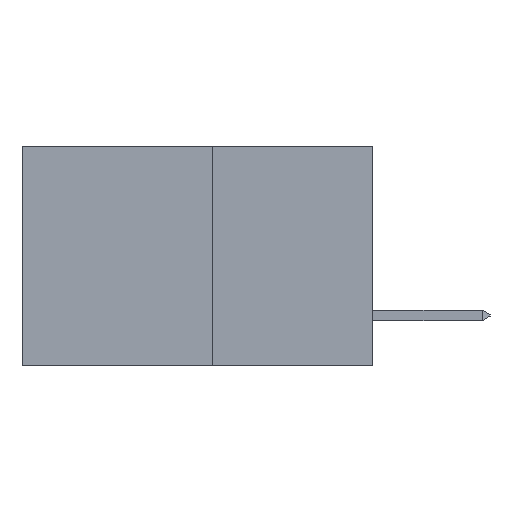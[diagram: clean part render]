
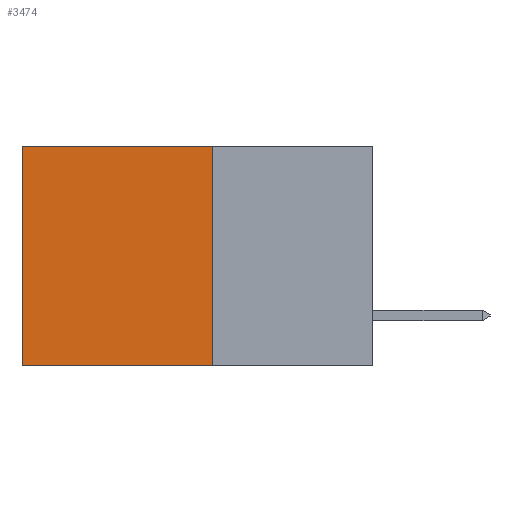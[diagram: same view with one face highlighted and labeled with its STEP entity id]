
A CAD part, left-side view. The second image highlights one B-rep face of the part: STEP entity #3474.
In plain terms, the highlighted planar face has unit normal (-1, 0, 0).
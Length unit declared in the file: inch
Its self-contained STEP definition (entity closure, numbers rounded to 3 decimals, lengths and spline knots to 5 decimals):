
#855 = LINE ( 'NONE', #7862, #1158 ) ;
#958 = LINE ( 'NONE', #7079, #10381 ) ;
#1154 = CARTESIAN_POINT ( 'NONE',  ( 0.277, 0.59, -0.37 ) ) ;
#1158 = VECTOR ( 'NONE', #1226, 39.37008 ) ;
#1226 = DIRECTION ( 'NONE',  ( 0., 0., -1. ) ) ;
#2357 = CARTESIAN_POINT ( 'NONE',  ( 0.277, 0.27, -0.37 ) ) ;
#3474 = ADVANCED_FACE ( 'NONE', ( #4777 ), #8771, .F. ) ;
#3821 = DIRECTION ( 'NONE',  ( 0., 0., -1. ) ) ;
#4561 = ORIENTED_EDGE ( 'NONE', *, *, #11258, .T. ) ;
#4631 = ORIENTED_EDGE ( 'NONE', *, *, #9360, .F. ) ;
#4669 = ORIENTED_EDGE ( 'NONE', *, *, #10191, .F. ) ;
#4682 = ORIENTED_EDGE ( 'NONE', *, *, #5934, .T. ) ;
#4707 = VECTOR ( 'NONE', #3821, 39.37008 ) ;
#4777 = FACE_OUTER_BOUND ( 'NONE', #8543, .T. ) ;
#5013 = CARTESIAN_POINT ( 'NONE',  ( 0.277, 0.27, -0.37 ) ) ;
#5220 = VERTEX_POINT ( 'NONE', #8678 ) ;
#5352 = VERTEX_POINT ( 'NONE', #5013 ) ;
#5681 = CARTESIAN_POINT ( 'NONE',  ( 0.277, 0.27, -0.37 ) ) ;
#5934 = EDGE_CURVE ( 'NONE', #11771, #5220, #958, .T. ) ;
#6130 = AXIS2_PLACEMENT_3D ( 'NONE', #11510, #11395, #6669 ) ;
#6669 = DIRECTION ( 'NONE',  ( 0., 0., -1. ) ) ;
#6933 = DIRECTION ( 'NONE',  ( 0., 1., 0. ) ) ;
#6994 = LINE ( 'NONE', #2357, #9062 ) ;
#7079 = CARTESIAN_POINT ( 'NONE',  ( 0.277, 0.27, 0. ) ) ;
#7262 = LINE ( 'NONE', #5681, #4707 ) ;
#7862 = CARTESIAN_POINT ( 'NONE',  ( 0.277, 0.59, -0.37 ) ) ;
#8543 = EDGE_LOOP ( 'NONE', ( #4561, #4631, #4669, #4682 ) ) ;
#8678 = CARTESIAN_POINT ( 'NONE',  ( 0.277, 0.59, 0. ) ) ;
#8771 = PLANE ( 'NONE',  #6130 ) ;
#9062 = VECTOR ( 'NONE', #9712, 39.37008 ) ;
#9360 = EDGE_CURVE ( 'NONE', #5352, #9620, #6994, .T. ) ;
#9620 = VERTEX_POINT ( 'NONE', #1154 ) ;
#9712 = DIRECTION ( 'NONE',  ( 0., 1., 0. ) ) ;
#10191 = EDGE_CURVE ( 'NONE', #11771, #5352, #7262, .T. ) ;
#10381 = VECTOR ( 'NONE', #6933, 39.37008 ) ;
#10870 = CARTESIAN_POINT ( 'NONE',  ( 0.277, 0.27, 0. ) ) ;
#11258 = EDGE_CURVE ( 'NONE', #5220, #9620, #855, .T. ) ;
#11395 = DIRECTION ( 'NONE',  ( 1., 0., 0. ) ) ;
#11510 = CARTESIAN_POINT ( 'NONE',  ( 0.277, 0.27, -0.37 ) ) ;
#11771 = VERTEX_POINT ( 'NONE', #10870 ) ;
